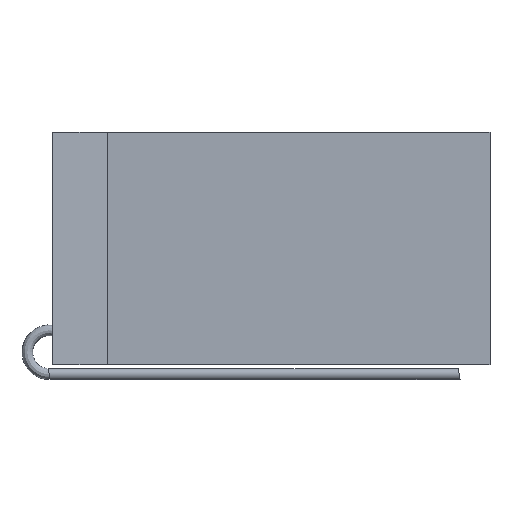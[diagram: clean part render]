
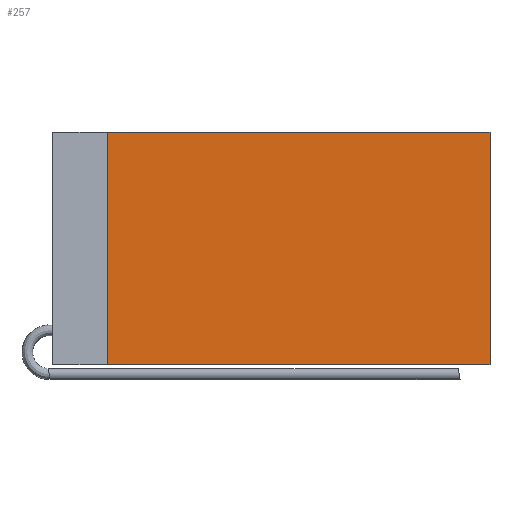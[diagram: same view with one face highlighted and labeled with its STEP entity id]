
A CAD part, top view. The second image highlights one B-rep face of the part: STEP entity #257.
In plain terms, the highlighted planar face has unit normal (0, 0, 1).
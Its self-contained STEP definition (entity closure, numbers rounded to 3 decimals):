
#40 = VERTEX_POINT('',#41);
#41 = CARTESIAN_POINT('',(-12.,8.5,3.));
#101 = EDGE_CURVE('',#40,#102,#104,.T.);
#102 = VERTEX_POINT('',#103);
#103 = CARTESIAN_POINT('',(16.,8.5,3.));
#104 = LINE('',#105,#106);
#105 = CARTESIAN_POINT('',(-16.,8.5,3.));
#106 = VECTOR('',#107,1.);
#107 = DIRECTION('',(1.,0.,0.));
#191 = VERTEX_POINT('',#192);
#192 = CARTESIAN_POINT('',(-12.,-8.5,3.));
#238 = EDGE_CURVE('',#102,#239,#241,.T.);
#239 = VERTEX_POINT('',#240);
#240 = CARTESIAN_POINT('',(16.,-8.5,3.));
#241 = LINE('',#242,#243);
#242 = CARTESIAN_POINT('',(16.,8.5,3.));
#243 = VECTOR('',#244,1.);
#244 = DIRECTION('',(0.,-1.,0.));
#257 = ADVANCED_FACE('',(#258),#274,.F.);
#258 = FACE_BOUND('',#259,.F.);
#259 = EDGE_LOOP('',(#260,#266,#267,#268));
#260 = ORIENTED_EDGE('',*,*,#261,.T.);
#261 = EDGE_CURVE('',#191,#40,#262,.T.);
#262 = LINE('',#263,#264);
#263 = CARTESIAN_POINT('',(-12.,-4.25,3.));
#264 = VECTOR('',#265,1.);
#265 = DIRECTION('',(0.,1.,0.));
#266 = ORIENTED_EDGE('',*,*,#101,.T.);
#267 = ORIENTED_EDGE('',*,*,#238,.T.);
#268 = ORIENTED_EDGE('',*,*,#269,.T.);
#269 = EDGE_CURVE('',#239,#191,#270,.T.);
#270 = LINE('',#271,#272);
#271 = CARTESIAN_POINT('',(16.,-8.5,3.));
#272 = VECTOR('',#273,1.);
#273 = DIRECTION('',(-1.,0.,0.));
#274 = PLANE('',#275);
#275 = AXIS2_PLACEMENT_3D('',#276,#277,#278);
#276 = CARTESIAN_POINT('',(0.,0.,3.));
#277 = DIRECTION('',(-0.,-0.,-1.));
#278 = DIRECTION('',(-1.,0.,0.));
